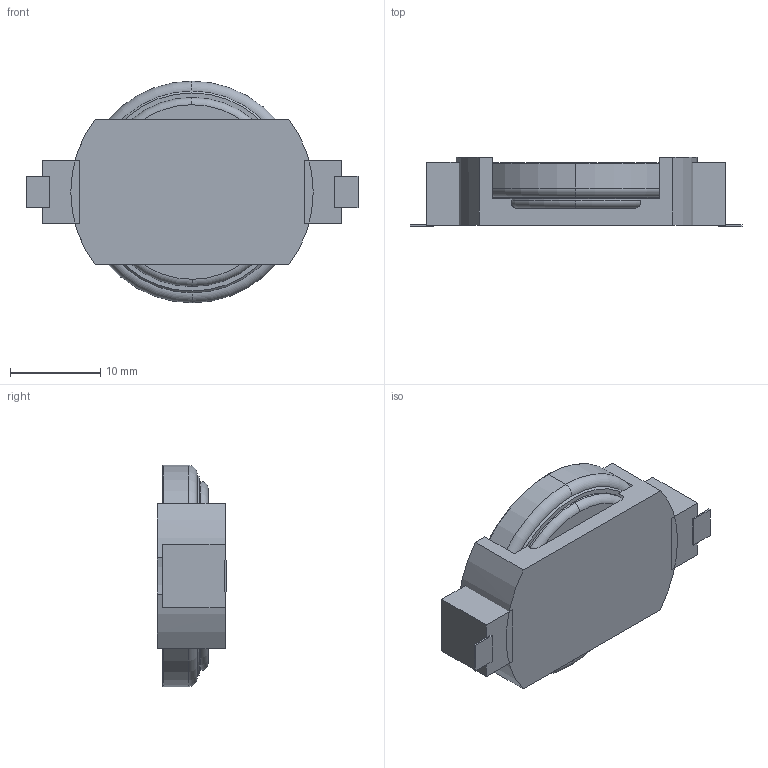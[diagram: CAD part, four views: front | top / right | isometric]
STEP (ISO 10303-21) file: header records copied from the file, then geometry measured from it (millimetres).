
FILE_DESCRIPTION (( 'STEP AP214' ), '1' );
FILE_NAME ('SMTU 2450N-1-LF_with_battery.STEP', '2020-01-27T17:17:21', ( '' ), ( '' ), 'SwSTEP 2.0', 'SolidWorks 2018', '' );
FILE_SCHEMA (( 'AUTOMOTIVE_DESIGN' ));
Length unit declared in the file: millimetre
Products named in the file (3): SMTU 2450N-1-LF; battery-cr2450; SMTU 2450N-1-LF_with_battery
Assembly tree (2 placements, depth 2):
  SMTU 2450N-1-LF_with_battery
    SMTU 2450N-1-LF
    battery-cr2450
Bounding box: 36.7 x 7.65 x 24.5 mm (x, y, z)
Volume: 3508.5 mm3; surface area: 3081.4 mm2
Topology: 4 solids, 4 shells, 150 faces, 386 edges, 256 vertices
Faces by surface type: plane 106, bspline 19, cylinder 14, torus 9, cone 2
Entity records: 5618 total; most frequent: CARTESIAN_POINT 1886, ORIENTED_EDGE 772, DIRECTION 601, EDGE_CURVE 386, VERTEX_POINT 256, VECTOR 227, LINE 227, AXIS2_PLACEMENT_3D 187
